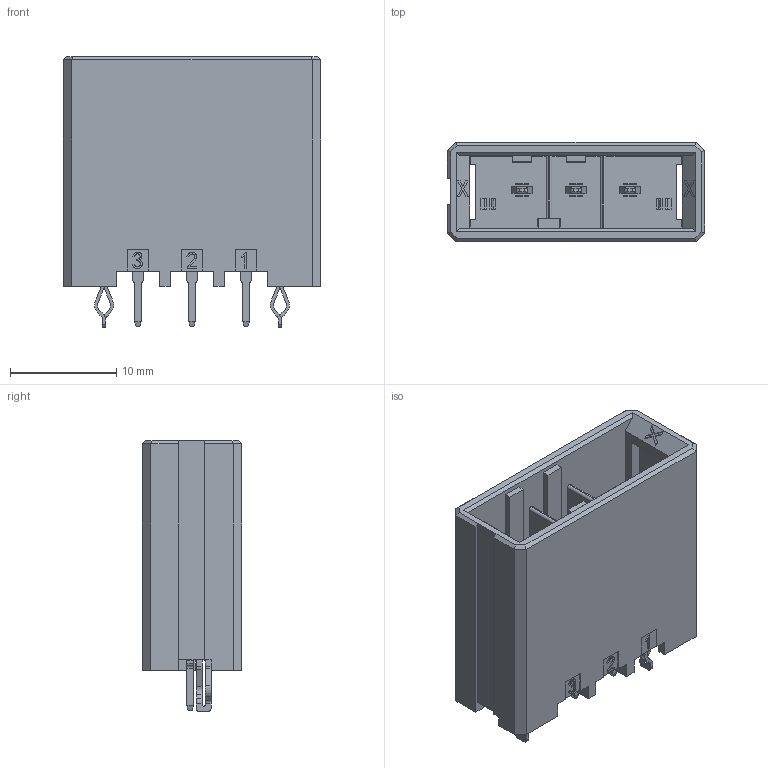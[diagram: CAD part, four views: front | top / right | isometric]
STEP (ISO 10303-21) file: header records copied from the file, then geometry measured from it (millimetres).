
FILE_DESCRIPTION( ('This file contains a STEP AP42 implementation' ,'as created by ZW3D STEP Interface translator.') ,'2;1' );
FILE_NAME( 'WD5085-1WS03W2BT01W.stp' ,'2312 6.165519', (''), ('ZWCAD Software Co.'), 'Version 1.0', 'ZW3D to STEP translator', '' );
FILE_SCHEMA(('AUTOMOTIVE_DESIGN { 1 0 10303 214 1 1 1 1 }'));
Length unit declared in the file: millimetre
Products named in the file (2): 0; WD5085-1WS03W2BT01W
Bounding box: 24.16 x 9.35 x 25.45 mm (x, y, z)
Volume: 2073.7 mm3; surface area: 3822.2 mm2
Topology: 1 solids, 1 shells, 464 faces, 1290 edges, 856 vertices
Faces by surface type: plane 375, cylinder 68, bspline 21
Entity records: 15474 total; most frequent: CARTESIAN_POINT 3144, ORIENTED_EDGE 2580, DIRECTION 2224, EDGE_CURVE 1290, VECTOR 1076, LINE 1076, VERTEX_POINT 856, AXIS2_PLACEMENT_3D 574
